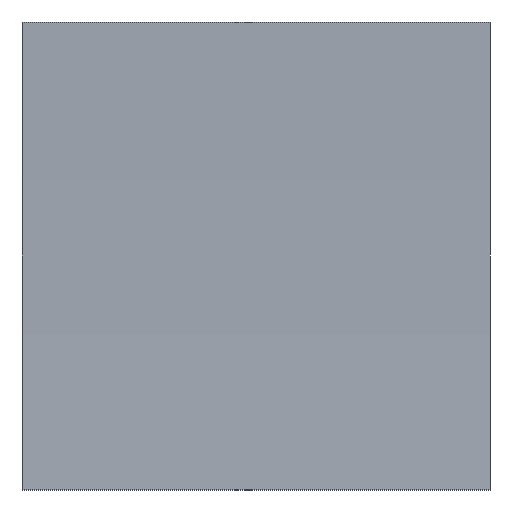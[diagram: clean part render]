
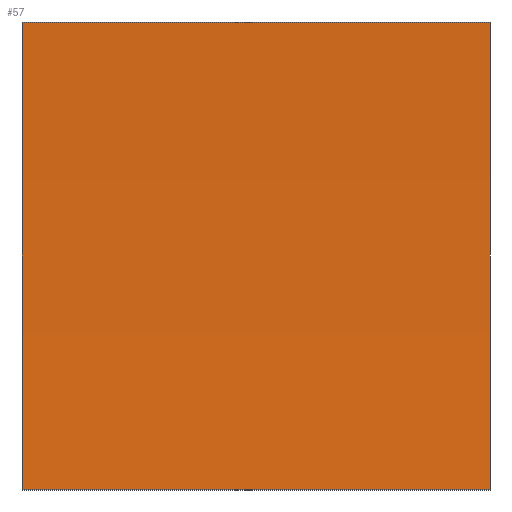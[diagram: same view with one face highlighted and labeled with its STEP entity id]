
A CAD part, left-side view. The second image highlights one B-rep face of the part: STEP entity #57.
In plain terms, the highlighted cylindrical face has radius 137.55 mm (diameter 275.1 mm), a partial arc.
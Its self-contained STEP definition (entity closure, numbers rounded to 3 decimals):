
#2 = CARTESIAN_POINT ( 'NONE',  ( -2.091, 10., 10. ) ) ;
#4 = DIRECTION ( 'NONE',  ( 0., -1., 0. ) ) ;
#5 = AXIS2_PLACEMENT_3D ( 'NONE', #28, #153, #75 ) ;
#9 = ORIENTED_EDGE ( 'NONE', *, *, #92, .T. ) ;
#21 = VERTEX_POINT ( 'NONE', #44 ) ;
#22 = DIRECTION ( 'NONE',  ( 0., 0., 1. ) ) ;
#28 = CARTESIAN_POINT ( 'NONE',  ( -139.55, 10., 5. ) ) ;
#30 = DIRECTION ( 'NONE',  ( 0., -1., 0. ) ) ;
#31 = AXIS2_PLACEMENT_3D ( 'NONE', #113, #30, #22 ) ;
#36 = ORIENTED_EDGE ( 'NONE', *, *, #78, .T. ) ;
#44 = CARTESIAN_POINT ( 'NONE',  ( -2.091, 0., 0. ) ) ;
#57 = ADVANCED_FACE ( 'NONE', ( #131 ), #80, .F. ) ;
#59 = VERTEX_POINT ( 'NONE', #175 ) ;
#62 = LINE ( 'NONE', #127, #73 ) ;
#65 = DIRECTION ( 'NONE',  ( 0., -1., 0. ) ) ;
#69 = LINE ( 'NONE', #167, #181 ) ;
#73 = VECTOR ( 'NONE', #4, 1000. ) ;
#75 = DIRECTION ( 'NONE',  ( 0., 0., -1. ) ) ;
#78 = EDGE_CURVE ( 'NONE', #21, #59, #100, .T. ) ;
#80 = CYLINDRICAL_SURFACE ( 'NONE', #5, 137.55 ) ;
#88 = AXIS2_PLACEMENT_3D ( 'NONE', #199, #115, #182 ) ;
#92 = EDGE_CURVE ( 'NONE', #203, #21, #62, .T. ) ;
#93 = ORIENTED_EDGE ( 'NONE', *, *, #117, .F. ) ;
#99 = CIRCLE ( 'NONE', #88, 137.55 ) ;
#100 = CIRCLE ( 'NONE', #31, 137.55 ) ;
#113 = CARTESIAN_POINT ( 'NONE',  ( -139.55, 0., 5. ) ) ;
#115 = DIRECTION ( 'NONE',  ( 0., -1., 0. ) ) ;
#117 = EDGE_CURVE ( 'NONE', #203, #201, #99, .T. ) ;
#127 = CARTESIAN_POINT ( 'NONE',  ( -2.091, 10., 0. ) ) ;
#131 = FACE_OUTER_BOUND ( 'NONE', #187, .T. ) ;
#153 = DIRECTION ( 'NONE',  ( 0., -1., 0. ) ) ;
#156 = CARTESIAN_POINT ( 'NONE',  ( -2.091, 10., 0. ) ) ;
#160 = ORIENTED_EDGE ( 'NONE', *, *, #190, .F. ) ;
#167 = CARTESIAN_POINT ( 'NONE',  ( -2.091, 10., 10. ) ) ;
#175 = CARTESIAN_POINT ( 'NONE',  ( -2.091, 0., 10. ) ) ;
#181 = VECTOR ( 'NONE', #65, 1000. ) ;
#182 = DIRECTION ( 'NONE',  ( 0., 0., 1. ) ) ;
#187 = EDGE_LOOP ( 'NONE', ( #36, #160, #93, #9 ) ) ;
#190 = EDGE_CURVE ( 'NONE', #201, #59, #69, .T. ) ;
#199 = CARTESIAN_POINT ( 'NONE',  ( -139.55, 10., 5. ) ) ;
#201 = VERTEX_POINT ( 'NONE', #2 ) ;
#203 = VERTEX_POINT ( 'NONE', #156 ) ;
